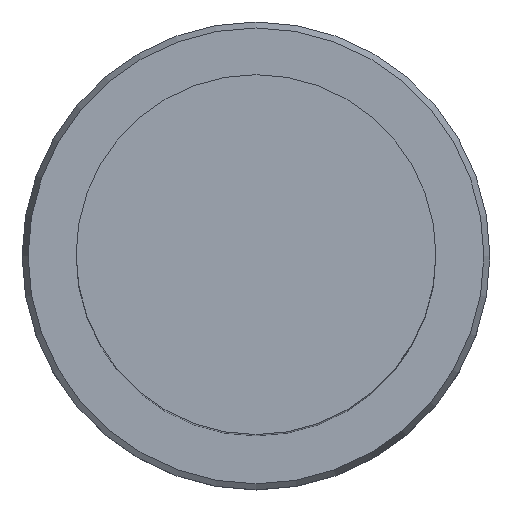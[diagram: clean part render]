
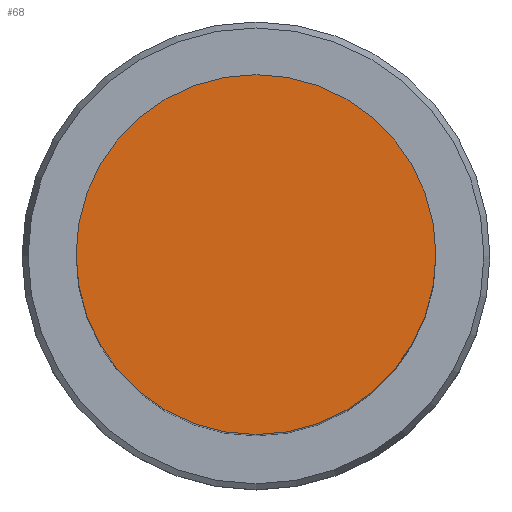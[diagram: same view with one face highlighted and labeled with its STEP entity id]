
A CAD part, top view. The second image highlights one B-rep face of the part: STEP entity #68.
In plain terms, the highlighted planar face has unit normal (0, 0, 1).
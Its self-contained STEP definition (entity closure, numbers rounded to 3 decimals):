
#62=EDGE_CURVE('240[2]',#155,#155,#156,.T.);
#68=ADVANCED_FACE('240[2]',(#164),#165,.T.);
#155=VERTEX_POINT('',#276);
#156=CIRCLE('',#277,15.0);
#164=FACE_OUTER_BOUND('',#287,.T.);
#165=PLANE('',#288);
#276=CARTESIAN_POINT('',(0.,15.0,104.0));
#277=AXIS2_PLACEMENT_3D('',#410,#411,#412);
#287=EDGE_LOOP('',(#420));
#288=AXIS2_PLACEMENT_3D('',#421,#422,#423);
#410=CARTESIAN_POINT('',(0.,0.,104.0));
#411=DIRECTION('',(0.,0.,-1.0));
#412=DIRECTION('',(0.,1.0,0.));
#420=ORIENTED_EDGE('',*,*,#62,.F.);
#421=CARTESIAN_POINT('',(0.,7.5,104.0));
#422=DIRECTION('',(0.,0.,1.0));
#423=DIRECTION('',(1.0,0.,0.0));
